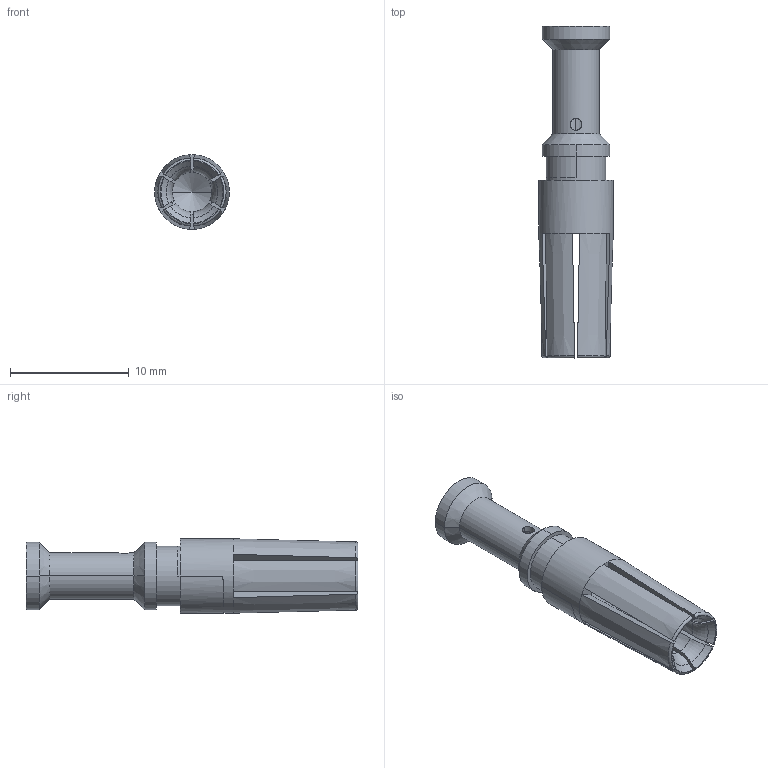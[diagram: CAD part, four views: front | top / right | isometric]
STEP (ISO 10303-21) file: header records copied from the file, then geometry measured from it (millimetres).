
FILE_DESCRIPTION((''),'2;1');
FILE_NAME('3D_1010242201201_M40-AFC75G-4','2017-07-14T',('zm.lin'),(''),'PRO/ENGINEER BY PARAMETRIC TECHNOLOGY CORPORATION, 2012480','PRO/ENGINEER BY PARAMETRIC TECHNOLOGY CORPORATION, 2012480','');
FILE_SCHEMA(('CONFIG_CONTROL_DESIGN'));
Length unit declared in the file: millimetre
Products named in the file (1): 3D_1010242201201_M40-AFC75G-4
Bounding box: 6.3 x 28 x 6.3 mm (x, y, z)
Volume: 401.8 mm3; surface area: 893.1 mm2
Topology: 1 solids, 1 shells, 83 faces, 251 edges, 168 vertices
Faces by surface type: cone 28, plane 27, cylinder 16, torus 12
Entity records: 4068 total; most frequent: CARTESIAN_POINT 889, ORIENTED_EDGE 494, DIRECTION 451, PRESENTATION_STYLE_ASSIGNMENT 248, STYLED_ITEM 248, CURVE_STYLE 247, EDGE_CURVE 247, AXIS2_PLACEMENT_3D 197
